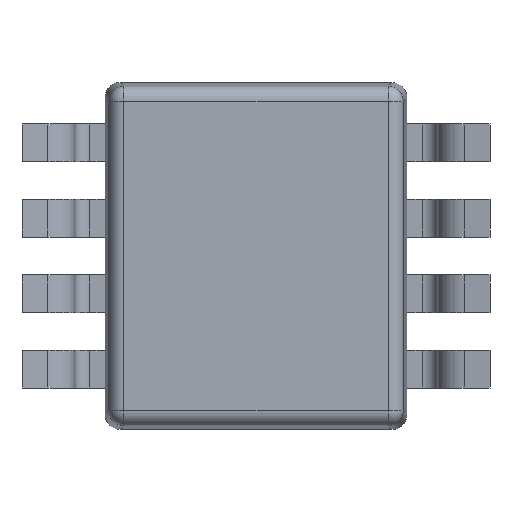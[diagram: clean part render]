
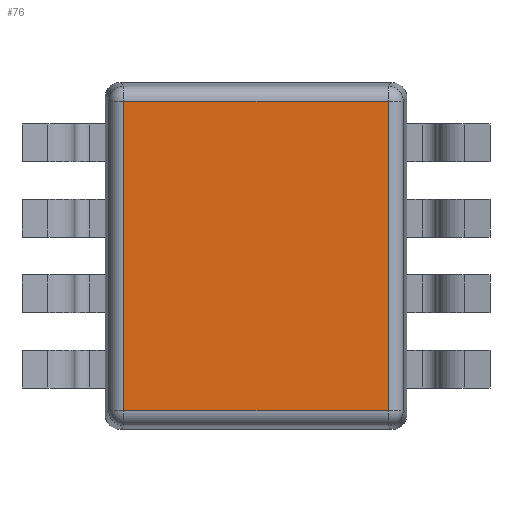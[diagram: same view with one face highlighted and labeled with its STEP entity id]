
A CAD part, front view. The second image highlights one B-rep face of the part: STEP entity #76.
In plain terms, the highlighted planar face has unit normal (0, -1, 0).
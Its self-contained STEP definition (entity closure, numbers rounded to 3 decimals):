
#52 = EDGE_LOOP ( 'NONE', ( #54, #416, #403, #421 ) ) ;
#54 = ORIENTED_EDGE ( 'NONE', *, *, #6264, .T. ) ;
#76 = ADVANCED_FACE ( 'NONE', ( #3506 ), #3491, .F. ) ;
#403 = ORIENTED_EDGE ( 'NONE', *, *, #420, .T. ) ;
#411 = EDGE_CURVE ( 'NONE', #6269, #412, #4447, .T. ) ;
#412 = VERTEX_POINT ( 'NONE', #4443 ) ;
#416 = ORIENTED_EDGE ( 'NONE', *, *, #411, .T. ) ;
#418 = VERTEX_POINT ( 'NONE', #4432 ) ;
#420 = EDGE_CURVE ( 'NONE', #412, #6273, #4431, .T. ) ;
#421 = ORIENTED_EDGE ( 'NONE', *, *, #422, .T. ) ;
#422 = EDGE_CURVE ( 'NONE', #6273, #418, #4426, .T. ) ;
#3487 = DIRECTION ( 'NONE',  ( 0., 0., -1. ) ) ;
#3488 = DIRECTION ( 'NONE',  ( 0., 1., 0. ) ) ;
#3489 = CARTESIAN_POINT ( 'NONE',  ( 1., -0.375, -1.15 ) ) ;
#3490 = AXIS2_PLACEMENT_3D ( 'NONE', #3489, #3488, #3487 ) ;
#3491 = PLANE ( 'NONE',  #3490 ) ;
#3506 = FACE_OUTER_BOUND ( 'NONE', #52, .T. ) ;
#4423 = DIRECTION ( 'NONE',  ( -1., 0., 0. ) ) ;
#4424 = VECTOR ( 'NONE', #4423, 1000. ) ;
#4425 = CARTESIAN_POINT ( 'NONE',  ( -0.967, -0.375, 1.026 ) ) ;
#4426 = LINE ( 'NONE', #4425, #4424 ) ;
#4428 = DIRECTION ( 'NONE',  ( 0., 0., 1. ) ) ;
#4429 = VECTOR ( 'NONE', #4428, 1000. ) ;
#4430 = CARTESIAN_POINT ( 'NONE',  ( 0.876, -0.375, 1.117 ) ) ;
#4431 = LINE ( 'NONE', #4430, #4429 ) ;
#4432 = CARTESIAN_POINT ( 'NONE',  ( -0.876, -0.375, 1.026 ) ) ;
#4443 = CARTESIAN_POINT ( 'NONE',  ( 0.876, -0.375, -1.026 ) ) ;
#4444 = DIRECTION ( 'NONE',  ( 1., 0., 0. ) ) ;
#4445 = VECTOR ( 'NONE', #4444, 1000. ) ;
#4446 = CARTESIAN_POINT ( 'NONE',  ( 0.967, -0.375, -1.026 ) ) ;
#4447 = LINE ( 'NONE', #4446, #4445 ) ;
#6109 = CARTESIAN_POINT ( 'NONE',  ( 0.876, -0.375, 1.026 ) ) ;
#6120 = CARTESIAN_POINT ( 'NONE',  ( -0.876, -0.375, -1.026 ) ) ;
#6125 = DIRECTION ( 'NONE',  ( 0., 0., -1. ) ) ;
#6126 = VECTOR ( 'NONE', #6125, 1000. ) ;
#6127 = CARTESIAN_POINT ( 'NONE',  ( -0.876, -0.375, -1.117 ) ) ;
#6128 = LINE ( 'NONE', #6127, #6126 ) ;
#6264 = EDGE_CURVE ( 'NONE', #418, #6269, #6128, .T. ) ;
#6269 = VERTEX_POINT ( 'NONE', #6120 ) ;
#6273 = VERTEX_POINT ( 'NONE', #6109 ) ;
